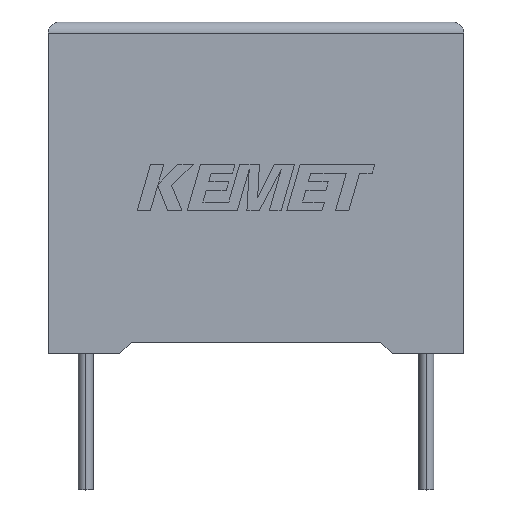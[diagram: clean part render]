
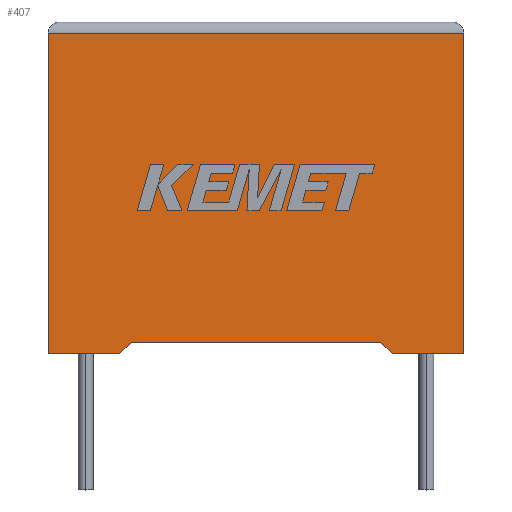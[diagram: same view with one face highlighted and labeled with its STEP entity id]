
A CAD part, top view. The second image highlights one B-rep face of the part: STEP entity #407.
In plain terms, the highlighted planar face has unit normal (0, 0, 1).
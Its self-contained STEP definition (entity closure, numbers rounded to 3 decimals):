
#17 = CARTESIAN_POINT ( 'NONE',  ( 15.15, 0., 8.7 ) ) ;
#61 = EDGE_CURVE ( 'NONE', #262, #1176, #2433, .T. ) ;
#72 = VERTEX_POINT ( 'NONE', #17 ) ;
#238 = CARTESIAN_POINT ( 'NONE',  ( 3.15, 0., 8.7 ) ) ;
#262 = VERTEX_POINT ( 'NONE', #895 ) ;
#266 = VERTEX_POINT ( 'NONE', #764 ) ;
#309 = CARTESIAN_POINT ( 'NONE',  ( 3.15, 0., 8.7 ) ) ;
#324 = AXIS2_PLACEMENT_3D ( 'NONE', #1795, #2928, #1498 ) ;
#407 = ADVANCED_FACE ( 'NONE', ( #1952 ), #2837, .F. ) ;
#483 = EDGE_CURVE ( 'NONE', #1203, #2441, #568, .T. ) ;
#505 = CARTESIAN_POINT ( 'NONE',  ( 18.3, 0., 8.7 ) ) ;
#522 = EDGE_LOOP ( 'NONE', ( #2569, #1804, #2716, #2951, #707, #1902, #670, #1765 ) ) ;
#568 = LINE ( 'NONE', #2455, #1568 ) ;
#655 = CARTESIAN_POINT ( 'NONE',  ( 18.3, 0., 8.7 ) ) ;
#669 = CARTESIAN_POINT ( 'NONE',  ( 9.15, 0.503, 8.7 ) ) ;
#670 = ORIENTED_EDGE ( 'NONE', *, *, #1834, .T. ) ;
#707 = ORIENTED_EDGE ( 'NONE', *, *, #61, .F. ) ;
#718 = EDGE_CURVE ( 'NONE', #266, #1203, #2970, .T. ) ;
#735 = CARTESIAN_POINT ( 'NONE',  ( 0., 0., 8.7 ) ) ;
#746 = VECTOR ( 'NONE', #2153, 1000. ) ;
#764 = CARTESIAN_POINT ( 'NONE',  ( 18.3, 14.1, 8.7 ) ) ;
#782 = EDGE_CURVE ( 'NONE', #72, #1463, #2791, .T. ) ;
#844 = VECTOR ( 'NONE', #1559, 1000. ) ;
#895 = CARTESIAN_POINT ( 'NONE',  ( 3.658, 0.503, 8.7 ) ) ;
#981 = VECTOR ( 'NONE', #1335, 1000. ) ;
#1067 = DIRECTION ( 'NONE',  ( 0., -1., 0. ) ) ;
#1149 = CARTESIAN_POINT ( 'NONE',  ( 14.642, 0.503, 8.7 ) ) ;
#1158 = DIRECTION ( 'NONE',  ( 1., 0., 0. ) ) ;
#1176 = VERTEX_POINT ( 'NONE', #238 ) ;
#1203 = VERTEX_POINT ( 'NONE', #3053 ) ;
#1335 = DIRECTION ( 'NONE',  ( -1., 0., 0. ) ) ;
#1376 = VECTOR ( 'NONE', #2583, 1000. ) ;
#1459 = DIRECTION ( 'NONE',  ( -0.71, -0.704, 0. ) ) ;
#1463 = VERTEX_POINT ( 'NONE', #655 ) ;
#1498 = DIRECTION ( 'NONE',  ( -1., 0., 0. ) ) ;
#1512 = VECTOR ( 'NONE', #1459, 1000. ) ;
#1559 = DIRECTION ( 'NONE',  ( -1., 0., 0. ) ) ;
#1568 = VECTOR ( 'NONE', #1067, 1000. ) ;
#1607 = CARTESIAN_POINT ( 'NONE',  ( 0., 0., 8.7 ) ) ;
#1667 = VERTEX_POINT ( 'NONE', #1149 ) ;
#1709 = EDGE_CURVE ( 'NONE', #1667, #262, #3011, .T. ) ;
#1765 = ORIENTED_EDGE ( 'NONE', *, *, #782, .T. ) ;
#1795 = CARTESIAN_POINT ( 'NONE',  ( 0., 0., 8.7 ) ) ;
#1804 = ORIENTED_EDGE ( 'NONE', *, *, #718, .T. ) ;
#1834 = EDGE_CURVE ( 'NONE', #1667, #72, #2132, .T. ) ;
#1902 = ORIENTED_EDGE ( 'NONE', *, *, #1709, .F. ) ;
#1952 = FACE_OUTER_BOUND ( 'NONE', #522, .T. ) ;
#2132 = LINE ( 'NONE', #2345, #2419 ) ;
#2153 = DIRECTION ( 'NONE',  ( 1., 0., 0. ) ) ;
#2345 = CARTESIAN_POINT ( 'NONE',  ( 15.15, 0., 8.7 ) ) ;
#2419 = VECTOR ( 'NONE', #2863, 1000. ) ;
#2433 = LINE ( 'NONE', #309, #1512 ) ;
#2441 = VERTEX_POINT ( 'NONE', #1607 ) ;
#2455 = CARTESIAN_POINT ( 'NONE',  ( 0., 0., 8.7 ) ) ;
#2466 = CARTESIAN_POINT ( 'NONE',  ( 0., 14.1, 8.7 ) ) ;
#2522 = EDGE_CURVE ( 'NONE', #1463, #266, #2619, .T. ) ;
#2569 = ORIENTED_EDGE ( 'NONE', *, *, #2522, .T. ) ;
#2570 = CARTESIAN_POINT ( 'NONE',  ( 0., 0., 8.7 ) ) ;
#2583 = DIRECTION ( 'NONE',  ( 0., 1., 0. ) ) ;
#2619 = LINE ( 'NONE', #505, #1376 ) ;
#2716 = ORIENTED_EDGE ( 'NONE', *, *, #483, .T. ) ;
#2791 = LINE ( 'NONE', #2570, #2843 ) ;
#2816 = LINE ( 'NONE', #735, #746 ) ;
#2837 = PLANE ( 'NONE',  #324 ) ;
#2843 = VECTOR ( 'NONE', #1158, 1000. ) ;
#2863 = DIRECTION ( 'NONE',  ( 0.71, -0.704, 0. ) ) ;
#2928 = DIRECTION ( 'NONE',  ( 0., 0., -1. ) ) ;
#2951 = ORIENTED_EDGE ( 'NONE', *, *, #2972, .T. ) ;
#2970 = LINE ( 'NONE', #2466, #981 ) ;
#2972 = EDGE_CURVE ( 'NONE', #2441, #1176, #2816, .T. ) ;
#3011 = LINE ( 'NONE', #669, #844 ) ;
#3053 = CARTESIAN_POINT ( 'NONE',  ( 0., 14.1, 8.7 ) ) ;
